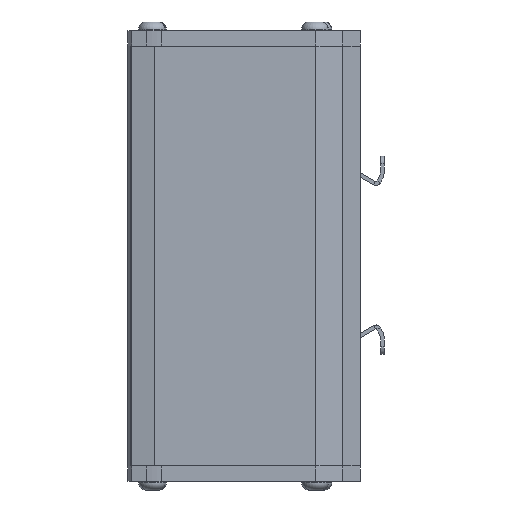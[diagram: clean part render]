
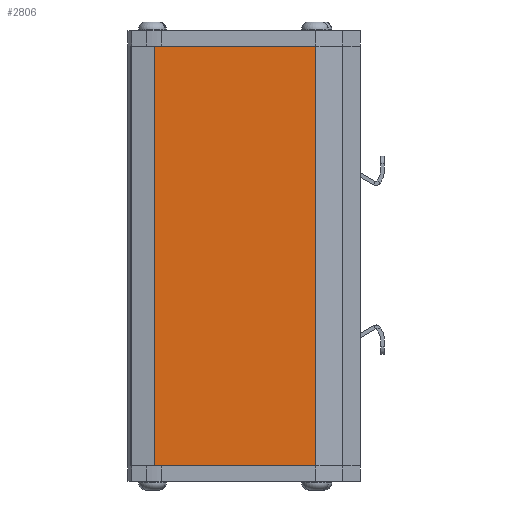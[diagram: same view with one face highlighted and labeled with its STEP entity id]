
A CAD part, left-side view. The second image highlights one B-rep face of the part: STEP entity #2806.
In plain terms, the highlighted face is planar.
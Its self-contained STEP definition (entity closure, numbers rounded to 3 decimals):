
#403 = LINE ( 'NONE', #969, #1785 ) ;
#429 = CARTESIAN_POINT ( 'NONE',  ( 25.53, 0., 87.2 ) ) ;
#655 = AXIS2_PLACEMENT_3D ( 'NONE', #3645, #5532, #2741 ) ;
#850 = LINE ( 'NONE', #4819, #2062 ) ;
#870 = VERTEX_POINT ( 'NONE', #4625 ) ;
#969 = CARTESIAN_POINT ( 'NONE',  ( 25.53, 9.25, 87.2 ) ) ;
#1070 = ORIENTED_EDGE ( 'NONE', *, *, #4447, .T. ) ;
#1266 = VECTOR ( 'NONE', #3166, 1000. ) ;
#1539 = FACE_OUTER_BOUND ( 'NONE', #4897, .T. ) ;
#1785 = VECTOR ( 'NONE', #4189, 1000. ) ;
#2049 = DIRECTION ( 'NONE',  ( 0., 0., 1. ) ) ;
#2062 = VECTOR ( 'NONE', #2049, 1000. ) ;
#2275 = PLANE ( 'NONE',  #655 ) ;
#2611 = LINE ( 'NONE', #429, #1266 ) ;
#2620 = DIRECTION ( 'NONE',  ( 0., 1., 0. ) ) ;
#2741 = DIRECTION ( 'NONE',  ( 0., 0., 1. ) ) ;
#2806 = ADVANCED_FACE ( 'NONE', ( #1539 ), #2275, .F. ) ;
#3021 = LINE ( 'NONE', #4942, #4110 ) ;
#3166 = DIRECTION ( 'NONE',  ( 0., 1., 0. ) ) ;
#3560 = CARTESIAN_POINT ( 'NONE',  ( 25.53, 42.86, 0. ) ) ;
#3587 = EDGE_CURVE ( 'NONE', #5464, #5104, #3021, .T. ) ;
#3645 = CARTESIAN_POINT ( 'NONE',  ( 25.53, 0., 87.2 ) ) ;
#4083 = ORIENTED_EDGE ( 'NONE', *, *, #5885, .F. ) ;
#4110 = VECTOR ( 'NONE', #2620, 1000. ) ;
#4189 = DIRECTION ( 'NONE',  ( 0., 0., -1. ) ) ;
#4254 = ORIENTED_EDGE ( 'NONE', *, *, #3587, .T. ) ;
#4272 = VERTEX_POINT ( 'NONE', #4583 ) ;
#4447 = EDGE_CURVE ( 'NONE', #5104, #4272, #850, .T. ) ;
#4583 = CARTESIAN_POINT ( 'NONE',  ( 25.53, 42.86, 87.2 ) ) ;
#4625 = CARTESIAN_POINT ( 'NONE',  ( 25.53, 9.25, 87.2 ) ) ;
#4761 = CARTESIAN_POINT ( 'NONE',  ( 25.53, 9.25, 0. ) ) ;
#4819 = CARTESIAN_POINT ( 'NONE',  ( 25.53, 42.86, 0. ) ) ;
#4897 = EDGE_LOOP ( 'NONE', ( #4254, #1070, #4083, #4919 ) ) ;
#4919 = ORIENTED_EDGE ( 'NONE', *, *, #5282, .T. ) ;
#4942 = CARTESIAN_POINT ( 'NONE',  ( 25.53, 0., 0. ) ) ;
#5104 = VERTEX_POINT ( 'NONE', #3560 ) ;
#5282 = EDGE_CURVE ( 'NONE', #870, #5464, #403, .T. ) ;
#5464 = VERTEX_POINT ( 'NONE', #4761 ) ;
#5532 = DIRECTION ( 'NONE',  ( -1., 0., 0. ) ) ;
#5885 = EDGE_CURVE ( 'NONE', #870, #4272, #2611, .T. ) ;
